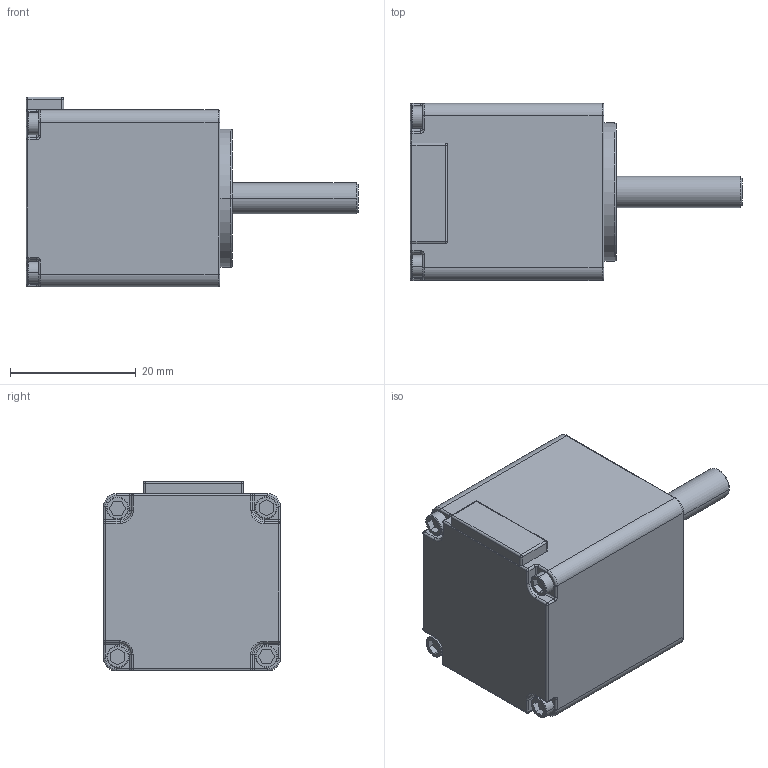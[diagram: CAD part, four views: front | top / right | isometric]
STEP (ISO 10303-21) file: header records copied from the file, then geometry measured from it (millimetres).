
FILE_DESCRIPTION((''),'2;1');
FILE_NAME('PRT0001','2018-08-16T',('Administrator'),(''),'PRO/ENGINEER BY PARAMETRIC TECHNOLOGY CORPORATION, 2009440','PRO/ENGINEER BY PARAMETRIC TECHNOLOGY CORPORATION, 2009440','');
FILE_SCHEMA(('CONFIG_CONTROL_DESIGN'));
Length unit declared in the file: millimetre
Products named in the file (1): PRT0001
Bounding box: 52.9 x 28.2 x 30.2 mm (x, y, z)
Volume: 25638.1 mm3; surface area: 5670.7 mm2
Topology: 1 solids, 1 shells, 186 faces, 410 edges, 240 vertices
Faces by surface type: cylinder 76, plane 62, torus 34, sphere 12, cone 2
Entity records: 5110 total; most frequent: DIRECTION 980, CARTESIAN_POINT 836, ORIENTED_EDGE 820, EDGE_CURVE 410, AXIS2_PLACEMENT_3D 384, VERTEX_POINT 240, VECTOR 212, LINE 212
